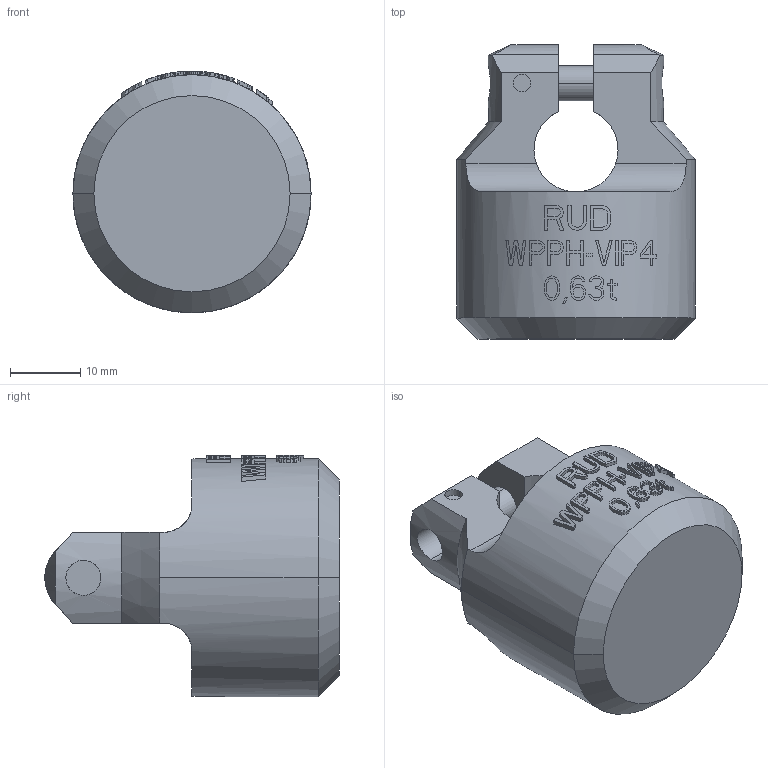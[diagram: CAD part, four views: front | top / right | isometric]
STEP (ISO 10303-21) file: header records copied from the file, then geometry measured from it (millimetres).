
FILE_DESCRIPTION((''),'2;1');
FILE_NAME('001-M31440-P03','2004-10-11T',('Haas'),(''),'PRO/ENGINEER BY PARAMETRIC TECHNOLOGY CORPORATION, 2003450','PRO/ENGINEER BY PARAMETRIC TECHNOLOGY CORPORATION, 2003450','');
FILE_SCHEMA(('CONFIG_CONTROL_DESIGN'));
Length unit declared in the file: millimetre
Products named in the file (1): 001-M31440-P03
Bounding box: 34 x 42 x 34.5 mm (x, y, z)
Volume: 23638.7 mm3; surface area: 5813.8 mm2
Topology: 1 solids, 1 shells, 457 faces, 1274 edges, 848 vertices
Faces by surface type: plane 405, cylinder 46, cone 6
Entity records: 14702 total; most frequent: CARTESIAN_POINT 3761, ORIENTED_EDGE 2548, DIRECTION 1852, EDGE_CURVE 1274, VERTEX_POINT 848, AXIS2_PLACEMENT_3D 643, VECTOR 566, LINE 566
